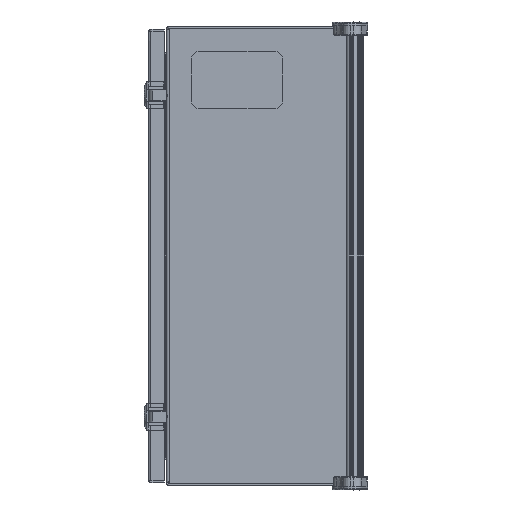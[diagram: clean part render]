
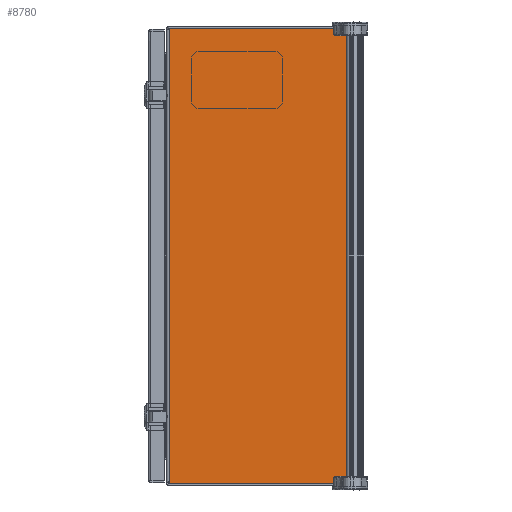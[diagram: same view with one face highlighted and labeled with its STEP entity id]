
A CAD part, left-side view. The second image highlights one B-rep face of the part: STEP entity #8780.
In plain terms, the highlighted planar face has unit normal (-1, 0, 0).
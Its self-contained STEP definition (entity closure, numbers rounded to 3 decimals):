
#1198 = CARTESIAN_POINT ( 'NONE',  ( -304.8, -251.94, 91.698 ) ) ;
#6843 = CARTESIAN_POINT ( 'NONE',  ( -304.8, 1761.026, -108.416 ) ) ;
#8780 = ADVANCED_FACE ( 'NONE', ( #16105 ), #38786, .F. ) ;
#8887 = DIRECTION ( 'NONE',  ( 0., -1., 0. ) ) ;
#13258 = EDGE_CURVE ( 'NONE', #52412, #22717, #100925, .T. ) ;
#15465 = LINE ( 'NONE', #100077, #101748 ) ;
#16105 = FACE_OUTER_BOUND ( 'NONE', #60349, .T. ) ;
#17678 = AXIS2_PLACEMENT_3D ( 'NONE', #6843, #101205, #70260 ) ;
#22717 = VERTEX_POINT ( 'NONE', #63009 ) ;
#22770 = DIRECTION ( 'NONE',  ( 0., 0., 1. ) ) ;
#27029 = VERTEX_POINT ( 'NONE', #58689 ) ;
#33980 = ORIENTED_EDGE ( 'NONE', *, *, #13258, .T. ) ;
#38786 = PLANE ( 'NONE',  #17678 ) ;
#39178 = DIRECTION ( 'NONE',  ( 0., 0., -1. ) ) ;
#45900 = EDGE_CURVE ( 'NONE', #27029, #52412, #15465, .T. ) ;
#51855 = ORIENTED_EDGE ( 'NONE', *, *, #78964, .T. ) ;
#52412 = VERTEX_POINT ( 'NONE', #91027 ) ;
#52679 = CARTESIAN_POINT ( 'NONE',  ( -304.8, -251.94, -108.416 ) ) ;
#58689 = CARTESIAN_POINT ( 'NONE',  ( -304.8, 251.94, 91.698 ) ) ;
#60349 = EDGE_LOOP ( 'NONE', ( #88391, #90751, #33980, #51855 ) ) ;
#60617 = VERTEX_POINT ( 'NONE', #1198 ) ;
#62468 = LINE ( 'NONE', #52679, #91422 ) ;
#63009 = CARTESIAN_POINT ( 'NONE',  ( -304.8, -251.94, -105.33 ) ) ;
#65105 = LINE ( 'NONE', #71327, #75930 ) ;
#66043 = VECTOR ( 'NONE', #98909, 1000. ) ;
#70260 = DIRECTION ( 'NONE',  ( 0., 0., -1. ) ) ;
#71327 = CARTESIAN_POINT ( 'NONE',  ( -304.8, -251.94, 91.698 ) ) ;
#75930 = VECTOR ( 'NONE', #8887, 1000. ) ;
#78964 = EDGE_CURVE ( 'NONE', #22717, #60617, #62468, .T. ) ;
#85461 = CARTESIAN_POINT ( 'NONE',  ( -304.8, 1761.026, -105.33 ) ) ;
#88391 = ORIENTED_EDGE ( 'NONE', *, *, #93127, .F. ) ;
#90751 = ORIENTED_EDGE ( 'NONE', *, *, #45900, .T. ) ;
#91027 = CARTESIAN_POINT ( 'NONE',  ( -304.8, 251.94, -105.33 ) ) ;
#91422 = VECTOR ( 'NONE', #22770, 1000. ) ;
#93127 = EDGE_CURVE ( 'NONE', #27029, #60617, #65105, .T. ) ;
#98909 = DIRECTION ( 'NONE',  ( 0., -1., 0. ) ) ;
#100077 = CARTESIAN_POINT ( 'NONE',  ( -304.8, 251.94, -108.416 ) ) ;
#100925 = LINE ( 'NONE', #85461, #66043 ) ;
#101205 = DIRECTION ( 'NONE',  ( 1., 0., 0. ) ) ;
#101748 = VECTOR ( 'NONE', #39178, 1000. ) ;
